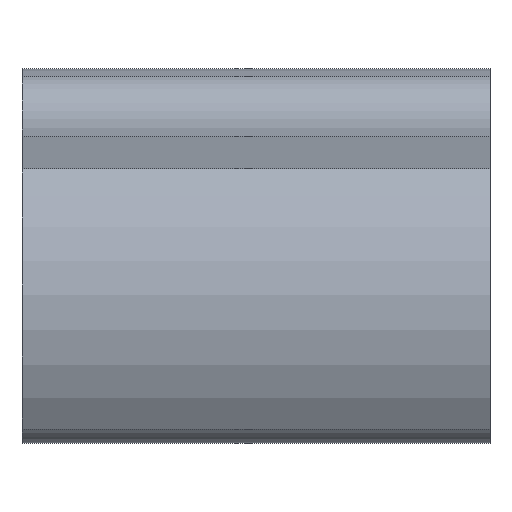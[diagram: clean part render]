
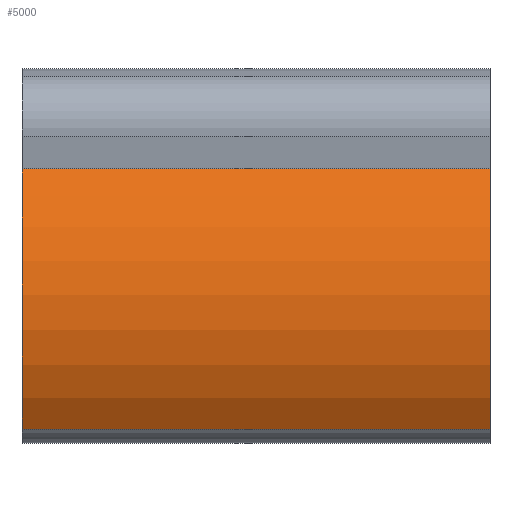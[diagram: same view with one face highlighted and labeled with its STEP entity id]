
A CAD part, top view. The second image highlights one B-rep face of the part: STEP entity #5000.
In plain terms, the highlighted cylindrical face has radius 5.373 mm (diameter 10.746 mm), a partial arc.
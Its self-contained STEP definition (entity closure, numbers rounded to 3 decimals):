
#1510=CARTESIAN_POINT('',(-281.548,-356.965,27.));
#1520=VERTEX_POINT('',#1510);
#1550=CARTESIAN_POINT('',(-277.084,-353.976,27.));
#1560=DIRECTION('',(0.,0.,-1.));
#1570=DIRECTION('',(-1.,0.,0.));
#1580=AXIS2_PLACEMENT_3D('',#1550,#1560,#1570);
#1590=CIRCLE('',#1580,5.373);
#1600=CARTESIAN_POINT('',(-280.992,-350.289,27.));
#1610=VERTEX_POINT('',#1600);
#1620=EDGE_CURVE('',#1520,#1610,#1590,.T.);
#4550=CARTESIAN_POINT('',(-281.548,-356.965,15.));
#4560=VERTEX_POINT('',#4550);
#4590=CARTESIAN_POINT('',(-281.548,-356.965,30.));
#4600=DIRECTION('',(0.,0.,-1.));
#4610=VECTOR('',#4600,1.);
#4620=LINE('',#4590,#4610);
#4630=EDGE_CURVE('',#1520,#4560,#4620,.T.);
#4760=CARTESIAN_POINT('',(-277.084,-353.976,30.));
#4770=DIRECTION('',(0.,0.,-1.));
#4780=DIRECTION('',(-1.,0.,0.));
#4790=AXIS2_PLACEMENT_3D('',#4760,#4770,#4780);
#4800=CYLINDRICAL_SURFACE('',#4790,5.373);
#4810=ORIENTED_EDGE('',*,*,#4630,.F.);
#4820=CARTESIAN_POINT('',(-277.084,-353.976,15.));
#4830=DIRECTION('',(0.,0.,-1.));
#4840=DIRECTION('',(-1.,0.,0.));
#4850=AXIS2_PLACEMENT_3D('',#4820,#4830,#4840);
#4860=CIRCLE('',#4850,5.373);
#4870=CARTESIAN_POINT('',(-280.992,-350.289,15.));
#4880=VERTEX_POINT('',#4870);
#4890=EDGE_CURVE('',#4560,#4880,#4860,.T.);
#4900=ORIENTED_EDGE('',*,*,#4890,.F.);
#4910=CARTESIAN_POINT('',(-280.992,-350.289,30.));
#4920=DIRECTION('',(0.,0.,-1.));
#4930=VECTOR('',#4920,1.);
#4940=LINE('',#4910,#4930);
#4950=EDGE_CURVE('',#1610,#4880,#4940,.T.);
#4960=ORIENTED_EDGE('',*,*,#4950,.T.);
#4970=ORIENTED_EDGE('',*,*,#1620,.T.);
#4980=EDGE_LOOP('',(#4970,#4960,#4900,#4810));
#4990=FACE_OUTER_BOUND('',#4980,.T.);
#5000=ADVANCED_FACE('',(#4990),#4800,.T.);
